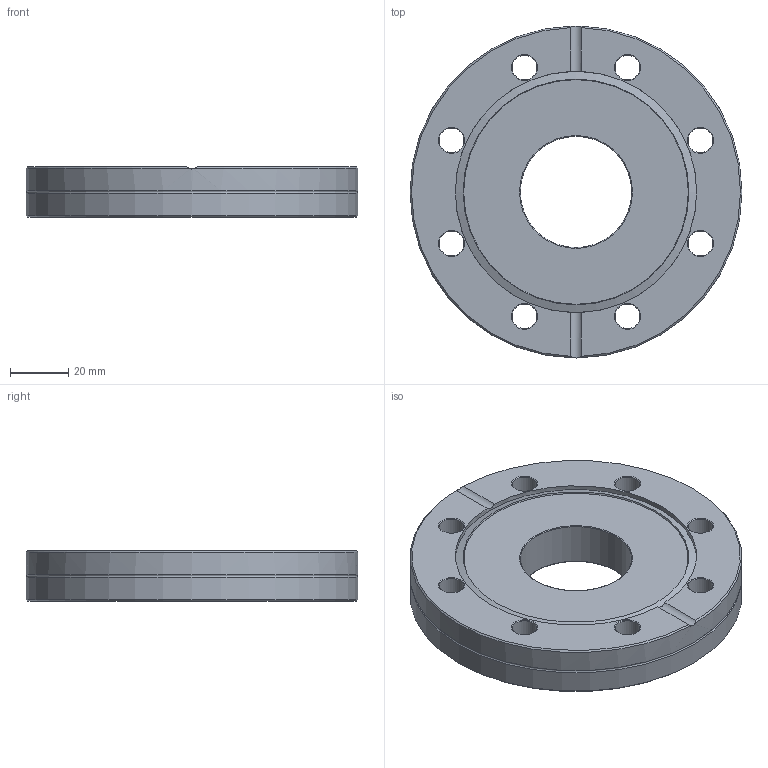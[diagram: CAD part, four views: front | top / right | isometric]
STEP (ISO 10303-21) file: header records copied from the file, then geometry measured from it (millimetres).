
FILE_DESCRIPTION( ( 'Unknown' ), '1' );
FILE_NAME( 'RF450X275M.stp', 'Unknown', ( 'Unknown' ), ( 'Unknown' ), 'PSStep 15.0.49', 'Unknown', ' ' );
FILE_SCHEMA( ( 'AUTOMOTIVE_DESIGN { 1 0 10303 214 1 1 1 1 }' ) );
Length unit declared in the file: millimetre
Products named in the file (1): 1
Bounding box: 113.54 x 113.54 x 17.27 mm (x, y, z)
Volume: 139917.1 mm3; surface area: 30581 mm2
Topology: 1 solids, 1 shells, 70 faces, 162 edges, 101 vertices
Faces by surface type: cone 29, cylinder 27, plane 11, torus 3
Full cylindrical faces by diameter (mm): 4.917 x12, 8.438 x8, 38.1 x1, 48.26 x1, 82.55 x1, 113.538 x2
Entity records: 2216 total; most frequent: CARTESIAN_POINT 305, DIRECTION 300, ORIENTED_EDGE 178, EDGE_LOOP 150, AXIS2_PLACEMENT_3D 148, FACE_OUTER_BOUND 98, EDGE_CURVE 89, VERTEX_POINT 83
